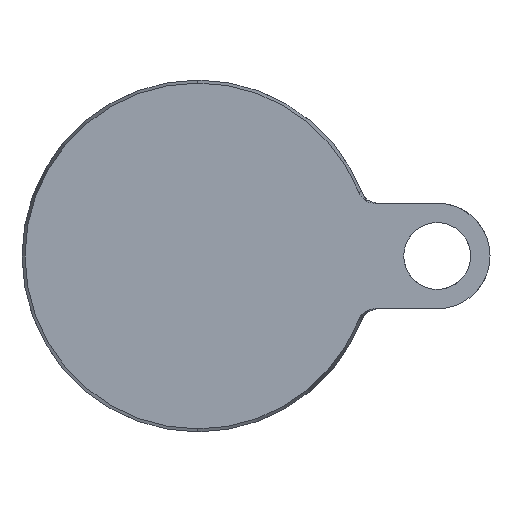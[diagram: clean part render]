
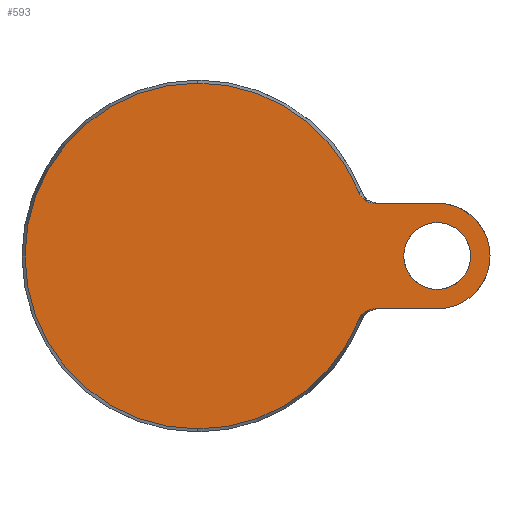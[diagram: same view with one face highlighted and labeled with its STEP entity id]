
A CAD part, front view. The second image highlights one B-rep face of the part: STEP entity #593.
In plain terms, the highlighted planar face has unit normal (0, -1, 0).
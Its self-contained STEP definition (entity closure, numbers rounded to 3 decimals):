
#7 = CIRCLE ( 'NONE', #673, 15. ) ;
#20 = DIRECTION ( 'NONE',  ( 0., 0., -1. ) ) ;
#30 = DIRECTION ( 'NONE',  ( 0., 1., 0. ) ) ;
#31 = ORIENTED_EDGE ( 'NONE', *, *, #682, .F. ) ;
#32 = ORIENTED_EDGE ( 'NONE', *, *, #1147, .T. ) ;
#37 = CARTESIAN_POINT ( 'NONE',  ( 68., 0., 9.5 ) ) ;
#44 = CARTESIAN_POINT ( 'NONE',  ( 46.58, 0., 16.677 ) ) ;
#58 = CARTESIAN_POINT ( 'NONE',  ( 48.405, 0., -15.385 ) ) ;
#59 = CARTESIAN_POINT ( 'NONE',  ( 45.848, 0., 17.699 ) ) ;
#63 = CARTESIAN_POINT ( 'NONE',  ( 50.366, 0., -15. ) ) ;
#71 = EDGE_LOOP ( 'NONE', ( #31, #239, #368, #780, #965, #171, #531, #984 ) ) ;
#76 = ORIENTED_EDGE ( 'NONE', *, *, #503, .T. ) ;
#79 = DIRECTION ( 'NONE',  ( 0., 1., 0. ) ) ;
#88 = CARTESIAN_POINT ( 'NONE',  ( 45.66, 0., 18.169 ) ) ;
#121 = CARTESIAN_POINT ( 'NONE',  ( 68., 0., 0. ) ) ;
#132 = VERTEX_POINT ( 'NONE', #694 ) ;
#135 = CARTESIAN_POINT ( 'NONE',  ( 45.848, 0., -17.699 ) ) ;
#137 = CARTESIAN_POINT ( 'NONE',  ( 45.66, 0., 18.169 ) ) ;
#139 = CIRCLE ( 'NONE', #733, 9.5 ) ;
#156 = VERTEX_POINT ( 'NONE', #595 ) ;
#157 = AXIS2_PLACEMENT_3D ( 'NONE', #922, #1110, #20 ) ;
#163 = EDGE_CURVE ( 'NONE', #132, #513, #1116, .T. ) ;
#171 = ORIENTED_EDGE ( 'NONE', *, *, #884, .T. ) ;
#174 = LINE ( 'NONE', #357, #498 ) ;
#200 = VERTEX_POINT ( 'NONE', #63 ) ;
#220 = EDGE_LOOP ( 'NONE', ( #32, #76 ) ) ;
#222 = CARTESIAN_POINT ( 'NONE',  ( 50.366, 0., -15. ) ) ;
#228 = CARTESIAN_POINT ( 'NONE',  ( 46.575, 0., -16.681 ) ) ;
#237 = CARTESIAN_POINT ( 'NONE',  ( 49.366, 0., 15.074 ) ) ;
#239 = ORIENTED_EDGE ( 'NONE', *, *, #485, .T. ) ;
#252 = VERTEX_POINT ( 'NONE', #255 ) ;
#255 = CARTESIAN_POINT ( 'NONE',  ( 68., 0., -15. ) ) ;
#295 = EDGE_CURVE ( 'NONE', #252, #200, #827, .T. ) ;
#297 = VERTEX_POINT ( 'NONE', #88 ) ;
#309 = CARTESIAN_POINT ( 'NONE',  ( 47.118, 0., -16.16 ) ) ;
#310 = CARTESIAN_POINT ( 'NONE',  ( 48.407, 0., 15.384 ) ) ;
#340 = CARTESIAN_POINT ( 'NONE',  ( 68., 0., -9.5 ) ) ;
#346 = PLANE ( 'NONE',  #426 ) ;
#356 = EDGE_CURVE ( 'NONE', #1153, #252, #7, .T. ) ;
#357 = CARTESIAN_POINT ( 'NONE',  ( 15., 0., 15. ) ) ;
#361 = AXIS2_PLACEMENT_3D ( 'NONE', #742, #844, #468 ) ;
#368 = ORIENTED_EDGE ( 'NONE', *, *, #1016, .T. ) ;
#405 = CARTESIAN_POINT ( 'NONE',  ( 49.116, 0., -15.149 ) ) ;
#420 = CARTESIAN_POINT ( 'NONE',  ( 45.66, 0., -18.169 ) ) ;
#426 = AXIS2_PLACEMENT_3D ( 'NONE', #989, #79, #824 ) ;
#432 = CARTESIAN_POINT ( 'NONE',  ( 47.122, 0., 16.157 ) ) ;
#440 = FACE_BOUND ( 'NONE', #220, .T. ) ;
#448 = DIRECTION ( 'NONE',  ( 1., 0., 0. ) ) ;
#468 = DIRECTION ( 'NONE',  ( 0., 0., -1. ) ) ;
#485 = EDGE_CURVE ( 'NONE', #1044, #297, #1076, .T. ) ;
#491 = CARTESIAN_POINT ( 'NONE',  ( 47.73, 0., -15.726 ) ) ;
#497 = DIRECTION ( 'NONE',  ( 0., 1., 0. ) ) ;
#498 = VECTOR ( 'NONE', #448, 1000. ) ;
#502 = CARTESIAN_POINT ( 'NONE',  ( 47.738, 0., 15.721 ) ) ;
#503 = EDGE_CURVE ( 'NONE', #755, #578, #561, .T. ) ;
#513 = VERTEX_POINT ( 'NONE', #788 ) ;
#519 = CARTESIAN_POINT ( 'NONE',  ( 68., 0., 0. ) ) ;
#522 = DIRECTION ( 'NONE',  ( 0., 1., 0. ) ) ;
#523 = AXIS2_PLACEMENT_3D ( 'NONE', #704, #522, #798 ) ;
#531 = ORIENTED_EDGE ( 'NONE', *, *, #295, .F. ) ;
#559 = AXIS2_PLACEMENT_3D ( 'NONE', #1062, #900, #895 ) ;
#561 = CIRCLE ( 'NONE', #523, 9.5 ) ;
#578 = VERTEX_POINT ( 'NONE', #340 ) ;
#586 = CARTESIAN_POINT ( 'NONE',  ( 49.86, 0., 15. ) ) ;
#593 = ADVANCED_FACE ( 'NONE', ( #1000, #440 ), #346, .F. ) ;
#595 = CARTESIAN_POINT ( 'NONE',  ( 45.66, 0., -18.169 ) ) ;
#601 = B_SPLINE_CURVE_WITH_KNOTS ( 'NONE', 3,
 ( #420, #135, #880, #228, #1046, #309, #783, #491, #777, #58, #787, #405, #1133, #1142, #1155, #222 ),
 .UNSPECIFIED., .F., .F.,
 ( 4, 2, 2, 2, 2, 2, 2, 4 ),
 ( 0., 0.001, 0.002, 0.003, 0.004, 0.004, 0.005, 0.006 ),
 .UNSPECIFIED. ) ;
#643 = DIRECTION ( 'NONE',  ( -1., 0., 0. ) ) ;
#673 = AXIS2_PLACEMENT_3D ( 'NONE', #121, #30, #1119 ) ;
#682 = EDGE_CURVE ( 'NONE', #1044, #1153, #174, .T. ) ;
#685 = CARTESIAN_POINT ( 'NONE',  ( 48.644, 0., 15.292 ) ) ;
#694 = CARTESIAN_POINT ( 'NONE',  ( 0., 0., 49.143 ) ) ;
#699 = CARTESIAN_POINT ( 'NONE',  ( 46.751, 0., 16.495 ) ) ;
#704 = CARTESIAN_POINT ( 'NONE',  ( 68., 0., 0. ) ) ;
#731 = CIRCLE ( 'NONE', #361, 49.143 ) ;
#733 = AXIS2_PLACEMENT_3D ( 'NONE', #519, #497, #1154 ) ;
#738 = CARTESIAN_POINT ( 'NONE',  ( 15., 0., -15. ) ) ;
#742 = CARTESIAN_POINT ( 'NONE',  ( 0., 0., 0. ) ) ;
#746 = CARTESIAN_POINT ( 'NONE',  ( 50.366, 0., 15. ) ) ;
#755 = VERTEX_POINT ( 'NONE', #37 ) ;
#777 = CARTESIAN_POINT ( 'NONE',  ( 47.952, 0., -15.6 ) ) ;
#780 = ORIENTED_EDGE ( 'NONE', *, *, #163, .T. ) ;
#783 = CARTESIAN_POINT ( 'NONE',  ( 47.314, 0., -16.005 ) ) ;
#787 = CARTESIAN_POINT ( 'NONE',  ( 48.637, 0., -15.295 ) ) ;
#788 = CARTESIAN_POINT ( 'NONE',  ( 0., 0., -49.143 ) ) ;
#798 = DIRECTION ( 'NONE',  ( 0., 0., 1. ) ) ;
#824 = DIRECTION ( 'NONE',  ( 0., 0., 1. ) ) ;
#827 = LINE ( 'NONE', #738, #869 ) ;
#844 = DIRECTION ( 'NONE',  ( 0., -1., 0. ) ) ;
#858 = EDGE_CURVE ( 'NONE', #513, #156, #731, .T. ) ;
#869 = VECTOR ( 'NONE', #643, 1000. ) ;
#876 = CARTESIAN_POINT ( 'NONE',  ( 50.366, 0., 15. ) ) ;
#880 = CARTESIAN_POINT ( 'NONE',  ( 46.1, 0., -17.269 ) ) ;
#884 = EDGE_CURVE ( 'NONE', #156, #200, #601, .T. ) ;
#895 = DIRECTION ( 'NONE',  ( 0., 0., -1. ) ) ;
#900 = DIRECTION ( 'NONE',  ( 0., -1., 0. ) ) ;
#922 = CARTESIAN_POINT ( 'NONE',  ( 0., 0., 0. ) ) ;
#954 = CARTESIAN_POINT ( 'NONE',  ( 46.108, 0., 17.258 ) ) ;
#965 = ORIENTED_EDGE ( 'NONE', *, *, #858, .T. ) ;
#982 = CARTESIAN_POINT ( 'NONE',  ( 47.322, 0., 16. ) ) ;
#984 = ORIENTED_EDGE ( 'NONE', *, *, #356, .F. ) ;
#989 = CARTESIAN_POINT ( 'NONE',  ( -49.143, 0., 0. ) ) ;
#1000 = FACE_OUTER_BOUND ( 'NONE', #71, .T. ) ;
#1016 = EDGE_CURVE ( 'NONE', #297, #132, #1118, .T. ) ;
#1044 = VERTEX_POINT ( 'NONE', #746 ) ;
#1046 = CARTESIAN_POINT ( 'NONE',  ( 46.749, 0., -16.497 ) ) ;
#1062 = CARTESIAN_POINT ( 'NONE',  ( 0., 0., 0. ) ) ;
#1076 = B_SPLINE_CURVE_WITH_KNOTS ( 'NONE', 3,
 ( #876, #586, #237, #685, #310, #1150, #502, #982, #432, #699, #44, #954, #59, #137 ),
 .UNSPECIFIED., .F., .F.,
 ( 4, 2, 2, 2, 2, 2, 4 ),
 ( 0., 0.001, 0.002, 0.003, 0.004, 0.004, 0.006 ),
 .UNSPECIFIED. ) ;
#1110 = DIRECTION ( 'NONE',  ( 0., -1., 0. ) ) ;
#1116 = CIRCLE ( 'NONE', #559, 49.143 ) ;
#1118 = CIRCLE ( 'NONE', #157, 49.143 ) ;
#1119 = DIRECTION ( 'NONE',  ( 0., 0., -1. ) ) ;
#1133 = CARTESIAN_POINT ( 'NONE',  ( 49.363, 0., -15.093 ) ) ;
#1140 = CARTESIAN_POINT ( 'NONE',  ( 68., 0., 15. ) ) ;
#1142 = CARTESIAN_POINT ( 'NONE',  ( 49.862, 0., -15.019 ) ) ;
#1147 = EDGE_CURVE ( 'NONE', #578, #755, #139, .T. ) ;
#1150 = CARTESIAN_POINT ( 'NONE',  ( 47.955, 0., 15.598 ) ) ;
#1153 = VERTEX_POINT ( 'NONE', #1140 ) ;
#1154 = DIRECTION ( 'NONE',  ( 0., 0., 1. ) ) ;
#1155 = CARTESIAN_POINT ( 'NONE',  ( 50.113, 0., -15. ) ) ;
